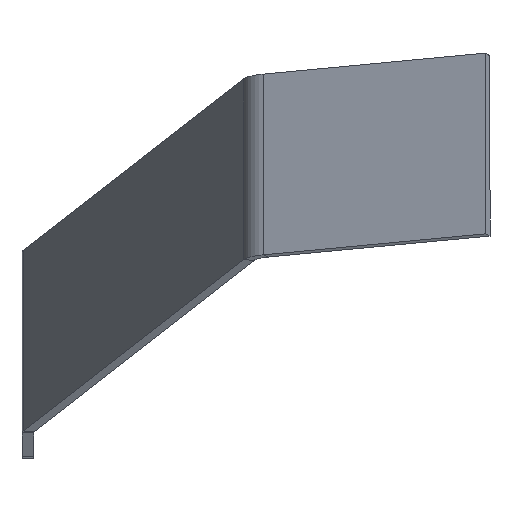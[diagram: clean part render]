
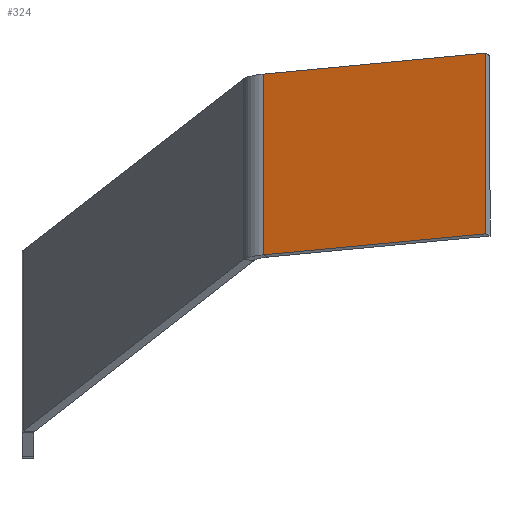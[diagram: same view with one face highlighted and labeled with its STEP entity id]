
A CAD part, top view. The second image highlights one B-rep face of the part: STEP entity #324.
In plain terms, the highlighted planar face has unit normal (-0.406, 0.193, 0.893).
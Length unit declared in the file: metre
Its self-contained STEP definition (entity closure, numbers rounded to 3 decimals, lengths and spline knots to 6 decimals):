
#51=ORIENTED_EDGE('',*,*,#128,.T.);
#52=ORIENTED_EDGE('',*,*,#134,.F.);
#53=ORIENTED_EDGE('',*,*,#124,.F.);
#54=ORIENTED_EDGE('',*,*,#131,.T.);
#124=EDGE_CURVE('',#167,#169,#192,.T.);
#128=EDGE_CURVE('',#173,#171,#196,.T.);
#131=EDGE_CURVE('',#167,#173,#199,.T.);
#134=EDGE_CURVE('',#169,#171,#202,.T.);
#167=VERTEX_POINT('',#490);
#169=VERTEX_POINT('',#493);
#171=VERTEX_POINT('',#499);
#173=VERTEX_POINT('',#502);
#192=LINE('',#492,#226);
#196=LINE('',#501,#230);
#199=LINE('',#507,#233);
#202=LINE('',#512,#236);
#226=VECTOR('',#392,1.);
#230=VECTOR('',#398,1.);
#233=VECTOR('',#403,1.);
#236=VECTOR('',#410,1.);
#263=EDGE_LOOP('',(#51,#52,#53,#54));
#285=FACE_BOUND('',#263,.T.);
#307=PLANE('',#359);
#324=ADVANCED_FACE('',(#285),#307,.F.);
#359=AXIS2_PLACEMENT_3D('',#511,#408,#409);
#392=DIRECTION('',(-0.914,-0.086,-0.397));
#398=DIRECTION('',(-0.914,-0.086,-0.397));
#403=DIRECTION('',(0.,0.977,-0.211));
#408=DIRECTION('',(0.406,-0.193,-0.893));
#409=DIRECTION('',(-0.91,0.,-0.414));
#410=DIRECTION('',(0.,0.977,-0.211));
#490=CARTESIAN_POINT('',(-0.007822,0.632476,0.095408));
#492=CARTESIAN_POINT('',(-0.017425,0.631574,0.091237));
#493=CARTESIAN_POINT('',(-0.038324,0.629611,0.082158));
#499=CARTESIAN_POINT('',(-0.038324,0.654438,0.07679));
#501=CARTESIAN_POINT('',(-0.017425,0.656401,0.085869));
#502=CARTESIAN_POINT('',(-0.007822,0.657302,0.090041));
#507=CARTESIAN_POINT('',(-0.007822,0.632476,0.095408));
#511=CARTESIAN_POINT('',(-0.017425,0.631574,0.091237));
#512=CARTESIAN_POINT('',(-0.038324,0.629611,0.082158));
